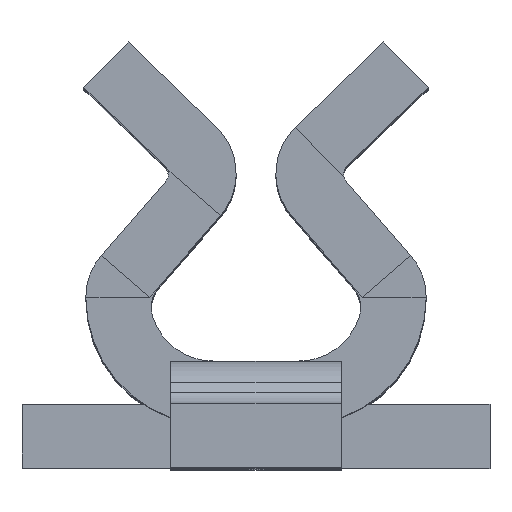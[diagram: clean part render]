
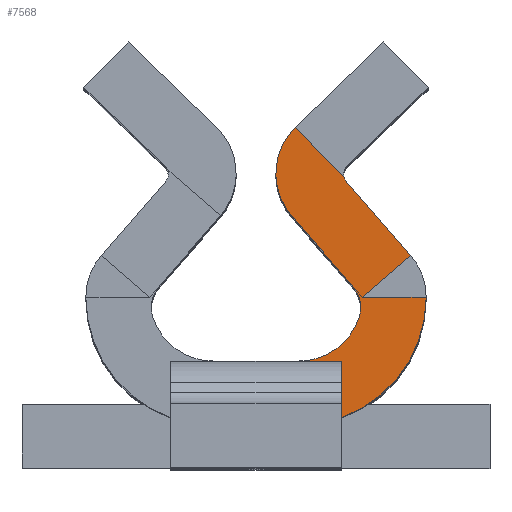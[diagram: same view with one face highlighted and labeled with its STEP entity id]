
A CAD part, top view. The second image highlights one B-rep face of the part: STEP entity #7568.
In plain terms, the highlighted planar face has unit normal (0, 0, 1).
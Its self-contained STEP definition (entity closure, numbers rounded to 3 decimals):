
#2758=DIRECTION('',(-0.655,0.756,0.));
#2759=VECTOR('',#2758,0.22);
#2760=CARTESIAN_POINT('',(0.228,0.426,
1.498));
#2761=LINE('',#2760,#2759);
#2765=CARTESIAN_POINT('',(0.197,0.691,
1.498));
#2766=DIRECTION('',(0.,0.,-1.));
#2767=DIRECTION('',(-0.756,-0.655,0.));
#2768=AXIS2_PLACEMENT_3D('',#2765,#2766,#2767);
#2773=CARTESIAN_POINT('',(0.231,0.689,
1.498));
#2774=DIRECTION('',(0.,0.,-1.));
#2775=DIRECTION('',(-0.756,-0.655,0.));
#2776=AXIS2_PLACEMENT_3D('',#2773,#2774,#2775);
#2781=DIRECTION('',(-0.655,0.756,0.));
#2782=VECTOR('',#2781,0.231);
#2783=CARTESIAN_POINT('',(0.363,0.498,
1.498));
#2784=LINE('',#2783,#2782);
#2788=DIRECTION('',(-0.756,-0.655,0.));
#2789=VECTOR('',#2788,0.15);
#2790=CARTESIAN_POINT('',(0.363,0.498,
1.498));
#2791=LINE('',#2790,#2789);
#2795=DIRECTION('',(0.,1.,0.));
#2796=VECTOR('',#2795,0.15);
#2797=CARTESIAN_POINT('',(0.1,0.1,1.498));
#2798=LINE('',#2797,#2796);
#2802=CARTESIAN_POINT('',(0.171,0.376,
1.498));
#2803=DIRECTION('',(0.,0.,-1.));
#2804=DIRECTION('',(0.756,0.655,0.));
#2805=AXIS2_PLACEMENT_3D('',#2802,#2803,#2804);
#2963=CARTESIAN_POINT('',(0.1,0.4,1.498));
#2964=DIRECTION('',(0.,0.,-1.));
#2965=DIRECTION('',(1.,0.,0.));
#2966=AXIS2_PLACEMENT_3D('',#2963,#2964,#2965);
#3718=DIRECTION('',(-1.,0.,0.));
#3719=VECTOR('',#3718,0.15);
#3720=CARTESIAN_POINT('',(0.4,0.4,1.498));
#3721=LINE('',#3720,#3719);
#3740=DIRECTION('',(-0.695,0.719,0.));
#3741=VECTOR('',#3740,0.165);
#3742=CARTESIAN_POINT('',(0.207,0.681,
1.498));
#3743=LINE('',#3742,#3741);
#3761=CARTESIAN_POINT('',(0.1,0.4,1.498));
#3762=DIRECTION('',(0.,0.,-1.));
#3763=DIRECTION('',(0.949,-0.314,0.));
#3764=AXIS2_PLACEMENT_3D('',#3761,#3762,#3763);
#4392=CARTESIAN_POINT('',(0.1,0.25,1.498));
#4394=VERTEX_POINT('',#4392);
#4420=CARTESIAN_POINT('',(0.1,0.1,1.498));
#4422=VERTEX_POINT('',#4420);
#4461=CARTESIAN_POINT('',(0.4,0.4,1.498));
#4462=VERTEX_POINT('',#4461);
#4465=CARTESIAN_POINT('',(0.363,0.498,
1.498));
#4466=VERTEX_POINT('',#4465);
#4473=CARTESIAN_POINT('',(0.084,0.592,
1.498));
#4474=CARTESIAN_POINT('',(0.093,0.799,
1.498));
#4475=VERTEX_POINT('',#4473);
#4476=VERTEX_POINT('',#4474);
#4484=CARTESIAN_POINT('',(0.242,0.353,
1.498));
#4486=VERTEX_POINT('',#4484);
#4500=CARTESIAN_POINT('',(0.212,0.673,
1.498));
#4502=VERTEX_POINT('',#4500);
#4513=CARTESIAN_POINT('',(0.25,0.4,1.498));
#4514=VERTEX_POINT('',#4513);
#4523=CARTESIAN_POINT('',(0.207,0.681,
1.498));
#4524=VERTEX_POINT('',#4523);
#4634=CARTESIAN_POINT('',(0.228,0.426,
1.498));
#4636=VERTEX_POINT('',#4634);
#7540=CARTESIAN_POINT('',(0.259,0.241,
1.498));
#7541=DIRECTION('',(0.,0.,1.));
#7542=DIRECTION('',(0.,-1.,0.));
#7543=AXIS2_PLACEMENT_3D('',#7540,#7541,#7542);
#7544=PLANE('',#7543);
#7545=ORIENTED_EDGE('',*,*,#7526,.T.);
#7547=ORIENTED_EDGE('',*,*,#7546,.T.);
#7549=ORIENTED_EDGE('',*,*,#7548,.F.);
#7551=ORIENTED_EDGE('',*,*,#7550,.F.);
#7553=ORIENTED_EDGE('',*,*,#7552,.F.);
#7555=ORIENTED_EDGE('',*,*,#7554,.T.);
#7557=ORIENTED_EDGE('',*,*,#7556,.F.);
#7559=ORIENTED_EDGE('',*,*,#7558,.T.);
#7561=ORIENTED_EDGE('',*,*,#7560,.T.);
#7563=ORIENTED_EDGE('',*,*,#7562,.F.);
#7565=ORIENTED_EDGE('',*,*,#7564,.F.);
#7566=EDGE_LOOP('',(#7545,#7547,#7549,#7551,#7553,#7555,#7557,#7559,#7561,#7563,
#7565));
#7567=FACE_OUTER_BOUND('',#7566,.F.);
#7568=ADVANCED_FACE('',(#7567),#7544,.T.);
#2769=CIRCLE('',#2768,0.151);
#2777=CIRCLE('',#2776,0.025);
#2806=CIRCLE('',#2805,0.075);
#2967=CIRCLE('',#2966,0.3);
#3765=CIRCLE('',#3764,0.15);
#7526=EDGE_CURVE('',#4636,#4475,#2761,.T.);
#7546=EDGE_CURVE('',#4475,#4476,#2769,.T.);
#7548=EDGE_CURVE('',#4524,#4476,#3743,.T.);
#7550=EDGE_CURVE('',#4502,#4524,#2777,.T.);
#7552=EDGE_CURVE('',#4466,#4502,#2784,.T.);
#7554=EDGE_CURVE('',#4466,#4514,#2791,.T.);
#7556=EDGE_CURVE('',#4462,#4514,#3721,.T.);
#7558=EDGE_CURVE('',#4462,#4422,#2967,.T.);
#7560=EDGE_CURVE('',#4422,#4394,#2798,.T.);
#7562=EDGE_CURVE('',#4486,#4394,#3765,.T.);
#7564=EDGE_CURVE('',#4636,#4486,#2806,.T.);
